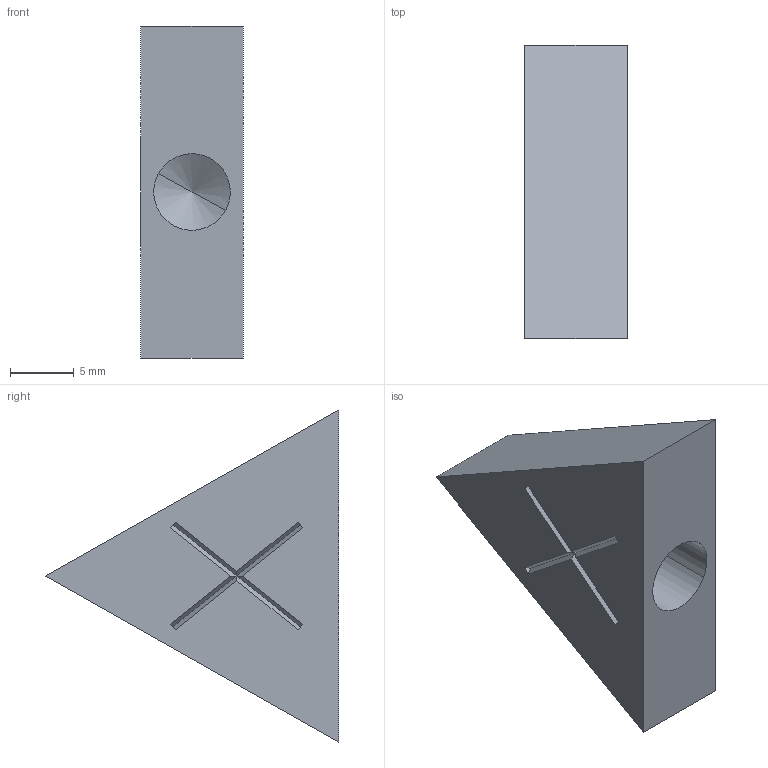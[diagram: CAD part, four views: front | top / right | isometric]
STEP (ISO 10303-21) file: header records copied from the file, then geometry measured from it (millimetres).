
FILE_DESCRIPTION(('CATIA V5 STEP Exchange'),'2;1');
FILE_NAME('Fleche.stp','2021-10-11T12:05:34+00:00',('none'),('none'),'CATIA Version 5 Release 19 SP 6 (IN-10)','CATIA V5 STEP AP203','none');
FILE_SCHEMA(('CONFIG_CONTROL_DESIGN'));
Length unit declared in the file: millimetre
Products named in the file (1): Fleche X
Bounding box: 8 x 23 x 26 mm (x, y, z)
Volume: 2089.3 mm3; surface area: 1436.6 mm2
Topology: 1 solids, 1 shells, 21 faces, 49 edges, 32 vertices
Faces by surface type: plane 17, cone 2, cylinder 2
Entity records: 584 total; most frequent: CARTESIAN_POINT 95, ORIENTED_EDGE 90, DIRECTION 77, EDGE_CURVE 45, VECTOR 43, LINE 43, VERTEX_POINT 28, EDGE_LOOP 23
